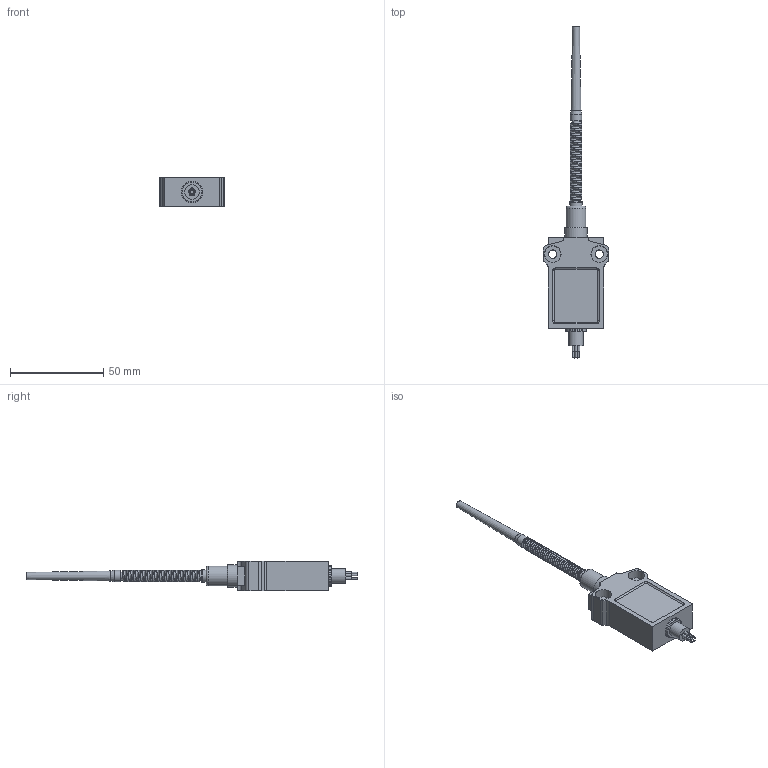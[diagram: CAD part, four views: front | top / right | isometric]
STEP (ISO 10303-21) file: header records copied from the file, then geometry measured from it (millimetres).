
FILE_DESCRIPTION (( 'STEP AP203' ), '1' );
FILE_NAME ('AEM2G92Z11-3_Default.step', '2022-04-01T15:33:10', ( 'Windows User' ), ( '' ), 'SwSTEP 2.0', 'SolidWorks 2021', '' );
FILE_SCHEMA (( 'CONFIG_CONTROL_DESIGN' ));
Length unit declared in the file: inch
Products named in the file (1): AEM2G92Z11-3_Default
Bounding box: 35.05 x 177.8 x 16 mm (x, y, z)
Volume: 25742 mm3; surface area: 10744.3 mm2
Topology: 1 solids, 1 shells, 117 faces, 258 edges, 170 vertices
Faces by surface type: plane 50, cylinder 44, torus 12, cone 7, bspline 4
Full cylindrical faces by diameter (mm): 0.787 x5, 1.27 x5, 3 x2, 3.81 x1, 4.496 x2, 6.096 x1, 6.604 x1, 7.112 x1, 7.874 x1, 8.733 x4, 10.668 x1, 10.922 x1, 11.938 x1
Entity records: 13678 total; most frequent: CARTESIAN_POINT 11085, DIRECTION 561, ORIENTED_EDGE 432, AXIS2_PLACEMENT_3D 237, EDGE_CURVE 216, EDGE_LOOP 185, VERTEX_POINT 165, FACE_OUTER_BOUND 147
